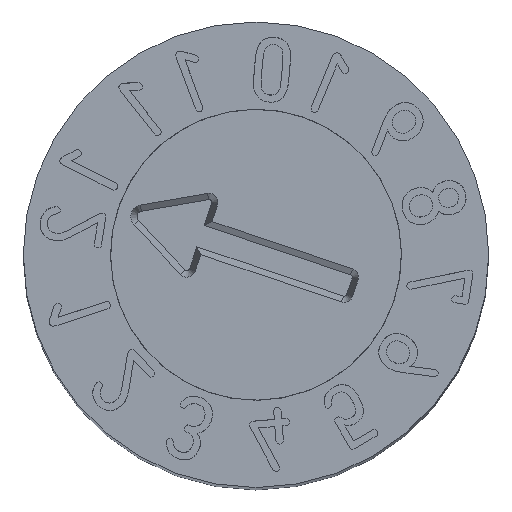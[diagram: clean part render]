
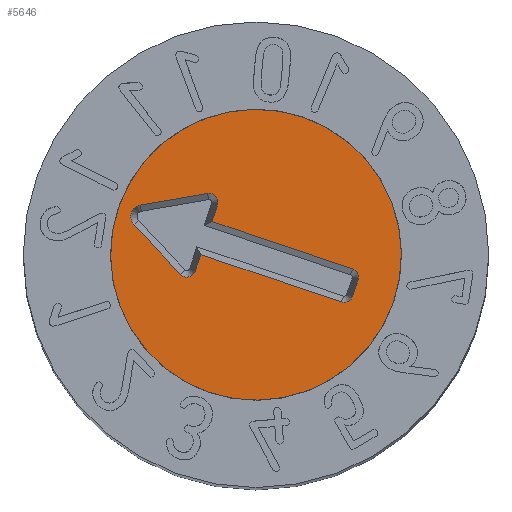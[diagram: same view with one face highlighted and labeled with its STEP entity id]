
A CAD part, top view. The second image highlights one B-rep face of the part: STEP entity #5646.
In plain terms, the highlighted planar face has unit normal (0, 0, 1).
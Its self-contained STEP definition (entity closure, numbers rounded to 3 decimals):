
#74=CIRCLE('',#5847,0.075);
#76=CIRCLE('',#5852,0.076);
#78=CIRCLE('',#5856,0.1);
#80=CIRCLE('',#5860,0.076);
#82=CIRCLE('',#5865,0.075);
#91=CIRCLE('',#5883,1.25);
#122=FACE_BOUND('',#865,.T.);
#225=PLANE('',#5884);
#531=FACE_OUTER_BOUND('',#864,.T.);
#864=EDGE_LOOP('',(#5130));
#865=EDGE_LOOP('',(#5131,#5132,#5133,#5134,#5135,#5136,#5137,#5138,#5139,
#5140,#5141,#5142));
#1272=LINE('',#10698,#1703);
#1275=LINE('',#10704,#1706);
#1279=LINE('',#10716,#1710);
#1283=LINE('',#10728,#1714);
#1287=LINE('',#10740,#1718);
#1290=LINE('',#10746,#1721);
#1294=LINE('',#10756,#1725);
#1703=VECTOR('',#6549,10.);
#1706=VECTOR('',#6554,10.);
#1710=VECTOR('',#6566,10.);
#1714=VECTOR('',#6578,10.);
#1718=VECTOR('',#6590,10.);
#1721=VECTOR('',#6595,10.);
#1725=VECTOR('',#6607,10.);
#2617=VERTEX_POINT('',#10689);
#2618=VERTEX_POINT('',#10691);
#2620=VERTEX_POINT('',#10697);
#2622=VERTEX_POINT('',#10703);
#2624=VERTEX_POINT('',#10709);
#2626=VERTEX_POINT('',#10715);
#2628=VERTEX_POINT('',#10721);
#2630=VERTEX_POINT('',#10727);
#2632=VERTEX_POINT('',#10733);
#2634=VERTEX_POINT('',#10739);
#2636=VERTEX_POINT('',#10745);
#2638=VERTEX_POINT('',#10751);
#2646=VERTEX_POINT('',#10783);
#3433=EDGE_CURVE('',#2618,#2617,#74,.T.);
#3436=EDGE_CURVE('',#2620,#2618,#1272,.T.);
#3439=EDGE_CURVE('',#2622,#2620,#1275,.T.);
#3442=EDGE_CURVE('',#2624,#2622,#76,.T.);
#3445=EDGE_CURVE('',#2626,#2624,#1279,.T.);
#3448=EDGE_CURVE('',#2628,#2626,#78,.T.);
#3451=EDGE_CURVE('',#2630,#2628,#1283,.T.);
#3454=EDGE_CURVE('',#2632,#2630,#80,.T.);
#3457=EDGE_CURVE('',#2634,#2632,#1287,.T.);
#3460=EDGE_CURVE('',#2636,#2634,#1290,.T.);
#3463=EDGE_CURVE('',#2638,#2636,#82,.T.);
#3466=EDGE_CURVE('',#2617,#2638,#1294,.T.);
#3478=EDGE_CURVE('',#2646,#2646,#91,.T.);
#5130=ORIENTED_EDGE('',*,*,#3478,.F.);
#5131=ORIENTED_EDGE('',*,*,#3433,.T.);
#5132=ORIENTED_EDGE('',*,*,#3466,.T.);
#5133=ORIENTED_EDGE('',*,*,#3463,.T.);
#5134=ORIENTED_EDGE('',*,*,#3460,.T.);
#5135=ORIENTED_EDGE('',*,*,#3457,.T.);
#5136=ORIENTED_EDGE('',*,*,#3454,.T.);
#5137=ORIENTED_EDGE('',*,*,#3451,.T.);
#5138=ORIENTED_EDGE('',*,*,#3448,.T.);
#5139=ORIENTED_EDGE('',*,*,#3445,.T.);
#5140=ORIENTED_EDGE('',*,*,#3442,.T.);
#5141=ORIENTED_EDGE('',*,*,#3439,.T.);
#5142=ORIENTED_EDGE('',*,*,#3436,.T.);
#5646=ADVANCED_FACE('',(#531,#122),#225,.F.);
#5847=AXIS2_PLACEMENT_3D('',#10692,#6543,#6544);
#5852=AXIS2_PLACEMENT_3D('',#10710,#6560,#6561);
#5856=AXIS2_PLACEMENT_3D('',#10722,#6572,#6573);
#5860=AXIS2_PLACEMENT_3D('',#10734,#6584,#6585);
#5865=AXIS2_PLACEMENT_3D('',#10752,#6601,#6602);
#5883=AXIS2_PLACEMENT_3D('',#10784,#6643,#6644);
#5884=AXIS2_PLACEMENT_3D('',#10786,#6646,#6647);
#6543=DIRECTION('center_axis',(0.,0.,-1.));
#6544=DIRECTION('ref_axis',(0.,-1.,0.));
#6549=DIRECTION('',(0.,1.,0.));
#6554=DIRECTION('',(1.,0.,0.));
#6560=DIRECTION('center_axis',(0.,0.,-1.));
#6561=DIRECTION('ref_axis',(0.,-1.,0.));
#6566=DIRECTION('',(-0.476,0.88,0.));
#6572=DIRECTION('center_axis',(0.,0.,-1.));
#6573=DIRECTION('ref_axis',(0.88,0.476,0.));
#6578=DIRECTION('',(-0.476,-0.88,0.));
#6584=DIRECTION('center_axis',(0.,0.,-1.));
#6585=DIRECTION('ref_axis',(-0.88,0.476,0.));
#6590=DIRECTION('',(1.,0.,0.));
#6595=DIRECTION('',(0.,-1.,0.));
#6601=DIRECTION('center_axis',(0.,0.,-1.));
#6602=DIRECTION('ref_axis',(-1.,0.,0.));
#6607=DIRECTION('',(1.,0.,0.));
#6643=DIRECTION('center_axis',(0.,0.,-1.));
#6644=DIRECTION('ref_axis',(-1.,0.,0.));
#6646=DIRECTION('center_axis',(0.,0.,-1.));
#6647=DIRECTION('ref_axis',(-1.,0.,0.));
#10689=CARTESIAN_POINT('',(-0.075,0.9,2.3));
#10691=CARTESIAN_POINT('',(-0.15,0.825,2.3));
#10692=CARTESIAN_POINT('Origin',(-0.075,0.825,2.3));
#10697=CARTESIAN_POINT('',(-0.15,-0.45,2.3));
#10698=CARTESIAN_POINT('',(-0.15,0.413,2.3));
#10703=CARTESIAN_POINT('',(-0.3,-0.45,2.3));
#10704=CARTESIAN_POINT('',(-0.075,-0.45,2.3));
#10709=CARTESIAN_POINT('',(-0.367,-0.562,2.3));
#10710=CARTESIAN_POINT('Origin',(-0.3,-0.526,2.3));
#10715=CARTESIAN_POINT('',(-0.088,-1.077,2.3));
#10716=CARTESIAN_POINT('',(-0.443,-0.421,2.3));
#10721=CARTESIAN_POINT('',(0.088,-1.077,2.3));
#10722=CARTESIAN_POINT('Origin',(0.,-1.03,
2.3));
#10727=CARTESIAN_POINT('',(0.367,-0.562,2.3));
#10728=CARTESIAN_POINT('',(0.303,-0.679,2.3));
#10733=CARTESIAN_POINT('',(0.3,-0.45,2.3));
#10734=CARTESIAN_POINT('Origin',(0.3,-0.526,2.3));
#10739=CARTESIAN_POINT('',(0.15,-0.45,2.3));
#10740=CARTESIAN_POINT('',(0.15,-0.45,2.3));
#10745=CARTESIAN_POINT('',(0.15,0.825,2.3));
#10746=CARTESIAN_POINT('',(0.15,-0.225,2.3));
#10751=CARTESIAN_POINT('',(0.075,0.9,2.3));
#10752=CARTESIAN_POINT('Origin',(0.075,0.825,2.3));
#10756=CARTESIAN_POINT('',(0.,0.9,2.3));
#10783=CARTESIAN_POINT('',(1.25,0.,2.3));
#10784=CARTESIAN_POINT('Origin',(0.,0.,2.3));
#10786=CARTESIAN_POINT('Origin',(0.,0.,2.3));
